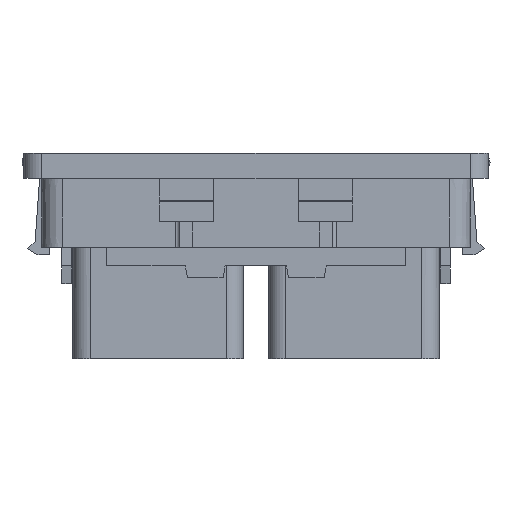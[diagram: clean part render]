
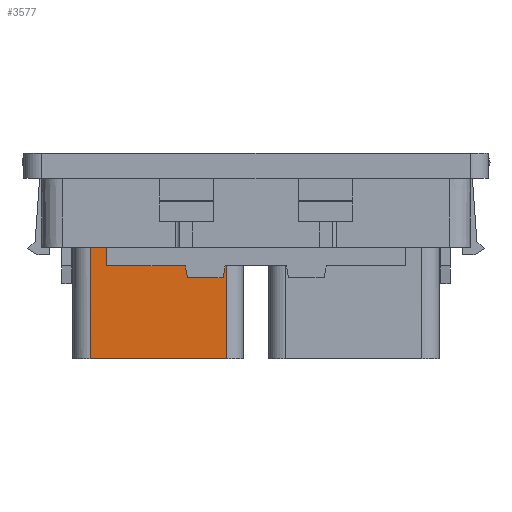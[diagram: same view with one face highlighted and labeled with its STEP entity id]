
A CAD part, front view. The second image highlights one B-rep face of the part: STEP entity #3577.
In plain terms, the highlighted planar face has unit normal (0, -1, 0).
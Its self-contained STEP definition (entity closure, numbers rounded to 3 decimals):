
#3525=AXIS2_PLACEMENT_3D('Plane Axis2P3D',#3522,#3523,#3524) ;
#1862=CARTESIAN_POINT('Vertex',(22.65,59.75,0.)) ;
#1865=CARTESIAN_POINT('Line Origine',(15.1,59.75,0.)) ;
#1869=CARTESIAN_POINT('Vertex',(7.55,59.75,0.)) ;
#3506=CARTESIAN_POINT('Vertex',(22.65,59.75,20.)) ;
#3509=CARTESIAN_POINT('Line Origine',(22.65,59.75,10.)) ;
#3522=CARTESIAN_POINT('Axis2P3D Location',(22.65,59.75,20.)) ;
#3527=CARTESIAN_POINT('Line Origine',(15.083,59.75,12.35)) ;
#3531=CARTESIAN_POINT('Vertex',(15.8,59.75,12.35)) ;
#3533=CARTESIAN_POINT('Vertex',(14.365,59.75,12.35)) ;
#3536=CARTESIAN_POINT('Line Origine',(14.332,59.75,16.175)) ;
#3540=CARTESIAN_POINT('Vertex',(14.298,59.75,20.)) ;
#3543=CARTESIAN_POINT('Line Origine',(10.924,59.75,20.)) ;
#3547=CARTESIAN_POINT('Vertex',(7.55,59.75,20.)) ;
#3550=CARTESIAN_POINT('Line Origine',(7.55,59.75,10.)) ;
#3555=CARTESIAN_POINT('Line Origine',(19.258,59.75,20.)) ;
#3559=CARTESIAN_POINT('Vertex',(15.867,59.75,20.)) ;
#3562=CARTESIAN_POINT('Line Origine',(15.833,59.75,16.175)) ;
#1866=DIRECTION('Vector Direction',(-1.,0.,0.)) ;
#3510=DIRECTION('Vector Direction',(0.,0.,-1.)) ;
#3523=DIRECTION('Axis2P3D Direction',(0.,-1.,0.)) ;
#3524=DIRECTION('Axis2P3D XDirection',(-1.,0.,0.)) ;
#3528=DIRECTION('Vector Direction',(-1.,0.,0.)) ;
#3537=DIRECTION('Vector Direction',(0.009,0.,-1.)) ;
#3544=DIRECTION('Vector Direction',(-1.,0.,0.)) ;
#3551=DIRECTION('Vector Direction',(0.,0.,-1.)) ;
#3556=DIRECTION('Vector Direction',(-1.,0.,0.)) ;
#3563=DIRECTION('Vector Direction',(-0.009,0.,-1.)) ;
#1867=VECTOR('Line Direction',#1866,1.) ;
#3511=VECTOR('Line Direction',#3510,1.) ;
#3529=VECTOR('Line Direction',#3528,1.) ;
#3538=VECTOR('Line Direction',#3537,1.) ;
#3545=VECTOR('Line Direction',#3544,1.) ;
#3552=VECTOR('Line Direction',#3551,1.) ;
#3557=VECTOR('Line Direction',#3556,1.) ;
#3564=VECTOR('Line Direction',#3563,1.) ;
#3568=ORIENTED_EDGE('',*,*,#3535,.T.) ;
#3569=ORIENTED_EDGE('',*,*,#3542,.F.) ;
#3570=ORIENTED_EDGE('',*,*,#3549,.T.) ;
#3571=ORIENTED_EDGE('',*,*,#3554,.T.) ;
#3572=ORIENTED_EDGE('',*,*,#1871,.F.) ;
#3573=ORIENTED_EDGE('',*,*,#3513,.F.) ;
#3574=ORIENTED_EDGE('',*,*,#3561,.T.) ;
#3575=ORIENTED_EDGE('',*,*,#3566,.T.) ;
#3577=ADVANCED_FACE('Hauptk\X2\00F6\X0\rper',(#3576),#3526,.T.) ;
#1871=EDGE_CURVE('',#1863,#1870,#1868,.T.) ;
#3513=EDGE_CURVE('',#3507,#1863,#3512,.T.) ;
#3535=EDGE_CURVE('',#3532,#3534,#3530,.T.) ;
#3542=EDGE_CURVE('',#3541,#3534,#3539,.T.) ;
#3549=EDGE_CURVE('',#3541,#3548,#3546,.T.) ;
#3554=EDGE_CURVE('',#3548,#1870,#3553,.T.) ;
#3561=EDGE_CURVE('',#3507,#3560,#3558,.T.) ;
#3566=EDGE_CURVE('',#3560,#3532,#3565,.T.) ;
#3567=EDGE_LOOP('',(#3568,#3569,#3570,#3571,#3572,#3573,#3574,#3575)) ;
#3576=FACE_OUTER_BOUND('',#3567,.T.) ;
#1868=LINE('Line',#1865,#1867) ;
#3512=LINE('Line',#3509,#3511) ;
#3530=LINE('Line',#3527,#3529) ;
#3539=LINE('Line',#3536,#3538) ;
#3546=LINE('Line',#3543,#3545) ;
#3553=LINE('Line',#3550,#3552) ;
#3558=LINE('Line',#3555,#3557) ;
#3565=LINE('Line',#3562,#3564) ;
#3526=PLANE('',#3525) ;
#1863=VERTEX_POINT('',#1862) ;
#1870=VERTEX_POINT('',#1869) ;
#3507=VERTEX_POINT('',#3506) ;
#3532=VERTEX_POINT('',#3531) ;
#3534=VERTEX_POINT('',#3533) ;
#3541=VERTEX_POINT('',#3540) ;
#3548=VERTEX_POINT('',#3547) ;
#3560=VERTEX_POINT('',#3559) ;
